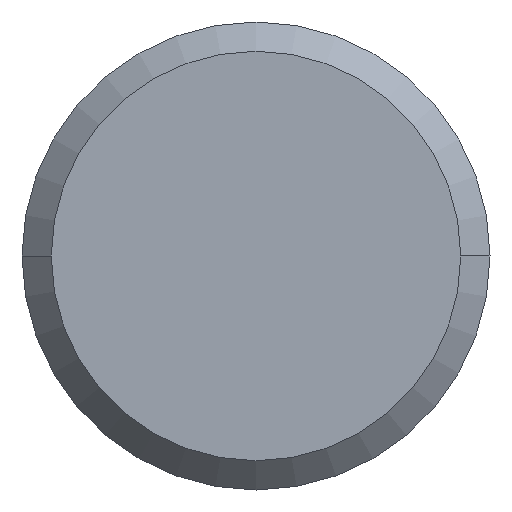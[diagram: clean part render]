
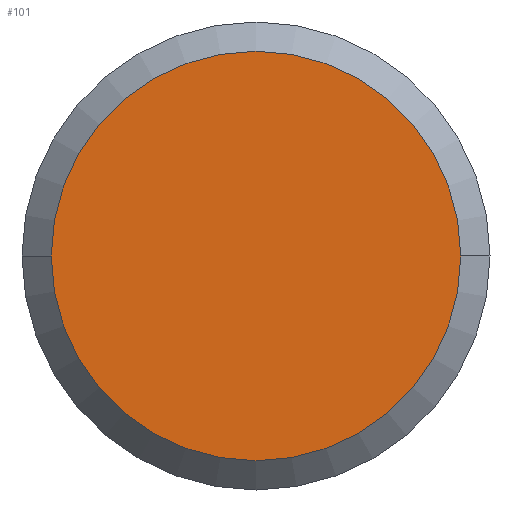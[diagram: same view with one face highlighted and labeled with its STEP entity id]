
A CAD part, front view. The second image highlights one B-rep face of the part: STEP entity #101.
In plain terms, the highlighted planar face has unit normal (0, -1, 0).
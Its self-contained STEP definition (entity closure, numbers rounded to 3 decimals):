
#101=ADVANCED_FACE('',(#162),#163,.T.);
#162=FACE_OUTER_BOUND('',#230,.T.);
#163=PLANE('',#231);
#230=EDGE_LOOP('',(#420,#421));
#231=AXIS2_PLACEMENT_3D('',#422,#423,#424);
#420=ORIENTED_EDGE('',*,*,#482,.F.);
#421=ORIENTED_EDGE('',*,*,#521,.F.);
#422=CARTESIAN_POINT('',(-2.625,-45.0,0.0));
#423=DIRECTION('',(0.0,-1.0,0.0));
#424=DIRECTION('',(1.0,0.0,0.0));
#482=EDGE_CURVE('',#557,#559,#560,.T.);
#521=EDGE_CURVE('',#559,#557,#619,.T.);
#557=VERTEX_POINT('',#731);
#559=VERTEX_POINT('',#734);
#560=CIRCLE('',#735,5.25);
#619=CIRCLE('',#875,5.25);
#731=CARTESIAN_POINT('',(-5.25,-45.0,0.0));
#734=CARTESIAN_POINT('',(5.25,-45.0,0.));
#735=AXIS2_PLACEMENT_3D('',#904,#905,#906);
#875=AXIS2_PLACEMENT_3D('',#983,#984,#985);
#904=CARTESIAN_POINT('',(0.0,-45.0,0.0));
#905=DIRECTION('',(0.0,1.0,0.0));
#906=DIRECTION('',(-1.0,0.0,0.0));
#983=CARTESIAN_POINT('',(0.0,-45.0,0.0));
#984=DIRECTION('',(0.0,1.0,0.0));
#985=DIRECTION('',(-1.0,0.0,0.0));
